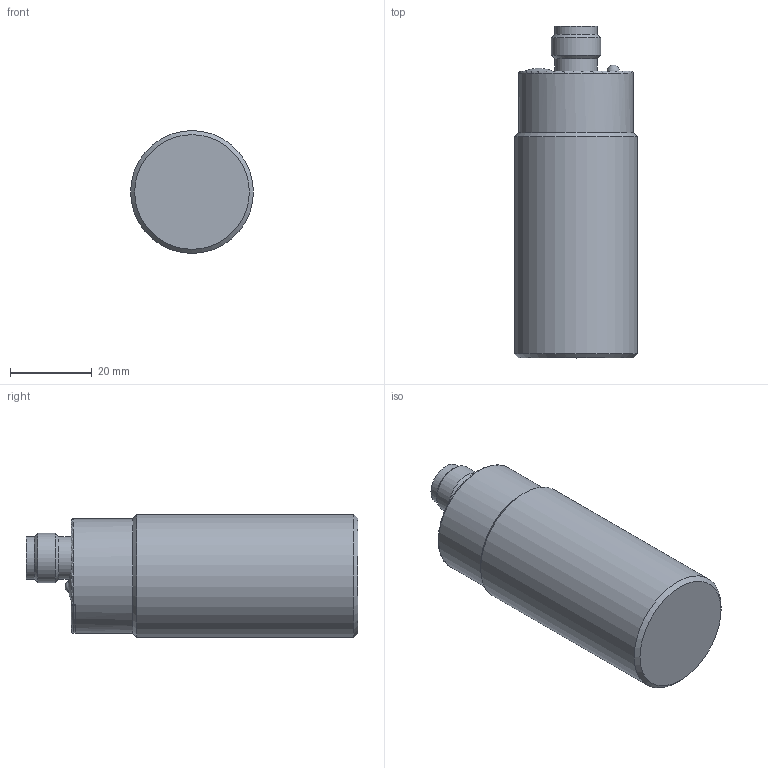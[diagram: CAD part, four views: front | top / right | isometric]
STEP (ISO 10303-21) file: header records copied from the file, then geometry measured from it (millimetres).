
FILE_DESCRIPTION(/* description */ (''),/* implementation_level */ '2;1');
FILE_NAME(/* name */ 'KA0574_Shrinkwrap_1.stp',/* time_stamp */ '2022-01-19T14:14:53+01:00',/* author */ ('Krieger Anja'),/* organization */ (''),/* preprocessor_version */ 'ST-DEVELOPER v18.1',/* originating_system */ 'Autodesk Inventor 2021',/* authorisation */ '');
FILE_SCHEMA (('AUTOMOTIVE_DESIGN { 1 0 10303 214 3 1 1 }'));
Length unit declared in the file: millimetre
Products named in the file (1): KA0574_Shrinkwrap_1
Bounding box: 30 x 81 x 30 mm (x, y, z)
Volume: 48599.4 mm3; surface area: 8867.7 mm2
Topology: 1 solids, 1 shells, 52 faces, 137 edges, 86 vertices
Faces by surface type: plane 22, cylinder 16, cone 5, sphere 5, torus 3, bspline 1
Full cylindrical faces by diameter (mm): 1 x4, 3 x1, 10.3 x2, 12 x1, 26 x1, 26.2 x1, 28 x1, 30 x1
Entity records: 1769 total; most frequent: CARTESIAN_POINT 332, DIRECTION 299, ORIENTED_EDGE 262, EDGE_CURVE 131, AXIS2_PLACEMENT_3D 120, VERTEX_POINT 86, CIRCLE 68, EDGE_LOOP 61
